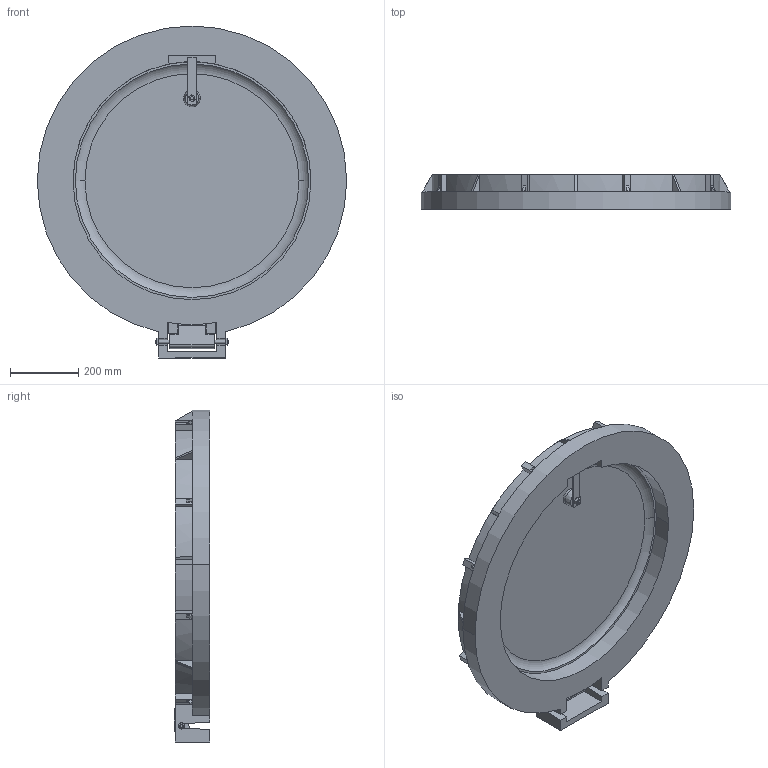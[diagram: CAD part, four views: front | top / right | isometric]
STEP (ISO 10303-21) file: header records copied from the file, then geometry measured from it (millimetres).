
FILE_DESCRIPTION (( 'STEP AP214' ), '1' );
FILE_NAME ('VPC3000 assembly with Lock Mechanism.STEP', '2021-02-17T16:24:15', ( '' ), ( '' ), 'SwSTEP 2.0', 'SolidWorks 2020', '' );
FILE_SCHEMA (( 'AUTOMOTIVE_DESIGN' ));
Length unit declared in the file: millimetre
Products named in the file (9): Screw_1; Cover_1; Lock strip; 3-8-16 hex nut 91850A190_TYPE 316 STAINLESS STEEL EXTRA-WIDE HEX NUT_91850A190; VPC 2000 - 3000 lock pin; heavy_hex_jam_nut__unc_series__o_3_8_-_ansi_b18_2_2_1; VPC3000 assembly with Lock Mechanism; Base_1; Part 3_1
Assembly tree (9 placements, depth 2):
  VPC3000 assembly with Lock Mechanism
    Cover_1
    Base_1
    Part 3_1
    Screw_1
    heavy_hex_jam_nut__unc_series__o_3_8_-_ansi_b18_2_2_1  x2
    VPC 2000 - 3000 lock pin
    Lock strip
    3-8-16 hex nut 91850A190_TYPE 316 STAINLESS STEEL EXTRA-WIDE HEX NUT_91850A190
Bounding box: 909.83 x 103.62 x 976.32 mm (x, y, z)
Volume: 37339793.9 mm3; surface area: 2321255.6 mm2
Topology: 9 solids, 9 shells, 1777 faces, 4511 edges, 2990 vertices
Faces by surface type: cylinder 882, plane 841, cone 50, bspline 2, torus 2
Entity records: 53899 total; most frequent: DIRECTION 9672, CARTESIAN_POINT 9637, ORIENTED_EDGE 8860, EDGE_CURVE 4430, AXIS2_PLACEMENT_3D 3551, VERTEX_POINT 2942, VECTOR 2570, LINE 2570
